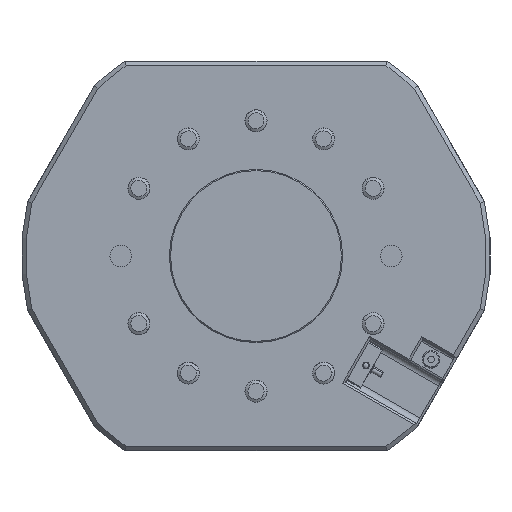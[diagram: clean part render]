
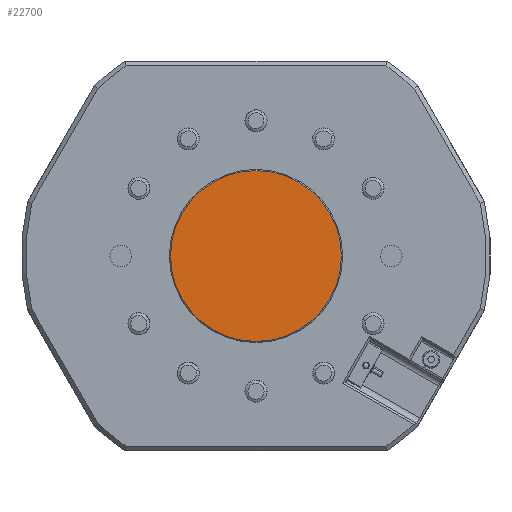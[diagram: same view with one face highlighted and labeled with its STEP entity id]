
A CAD part, front view. The second image highlights one B-rep face of the part: STEP entity #22700.
In plain terms, the highlighted planar face has unit normal (0, -1, 0).
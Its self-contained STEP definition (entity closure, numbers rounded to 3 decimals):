
#52 = CARTESIAN_POINT ( 'NONE',  ( 0., -3.8, 0. ) ) ;
#2255 = VERTEX_POINT ( 'NONE', #33431 ) ;
#4179 = EDGE_CURVE ( 'NONE', #15469, #2255, #23891, .T. ) ;
#4324 = CARTESIAN_POINT ( 'NONE',  ( 0., -3.8, 0. ) ) ;
#7250 = FACE_OUTER_BOUND ( 'NONE', #23379, .T. ) ;
#13704 = CARTESIAN_POINT ( 'NONE',  ( 0., -3.8, 0. ) ) ;
#15469 = VERTEX_POINT ( 'NONE', #26048 ) ;
#19313 = DIRECTION ( 'NONE',  ( 0., 0., -1. ) ) ;
#21486 = AXIS2_PLACEMENT_3D ( 'NONE', #13704, #51195, #19313 ) ;
#22700 = ADVANCED_FACE ( 'NONE', ( #7250 ), #26319, .T. ) ;
#23379 = EDGE_LOOP ( 'NONE', ( #46499, #38389 ) ) ;
#23891 = CIRCLE ( 'NONE', #39696, 39.5 ) ;
#26048 = CARTESIAN_POINT ( 'NONE',  ( 0., -3.8, 39.5 ) ) ;
#26319 = PLANE ( 'NONE',  #65979 ) ;
#31729 = DIRECTION ( 'NONE',  ( 0., -1., 0. ) ) ;
#33431 = CARTESIAN_POINT ( 'NONE',  ( 0., -3.8, -39.5 ) ) ;
#38389 = ORIENTED_EDGE ( 'NONE', *, *, #63630, .T. ) ;
#39696 = AXIS2_PLACEMENT_3D ( 'NONE', #52, #53870, #43753 ) ;
#43753 = DIRECTION ( 'NONE',  ( 0., 0., -1. ) ) ;
#46499 = ORIENTED_EDGE ( 'NONE', *, *, #4179, .T. ) ;
#51195 = DIRECTION ( 'NONE',  ( 0., -1., 0. ) ) ;
#53870 = DIRECTION ( 'NONE',  ( 0., -1., 0. ) ) ;
#60044 = CIRCLE ( 'NONE', #21486, 39.5 ) ;
#63630 = EDGE_CURVE ( 'NONE', #2255, #15469, #60044, .T. ) ;
#63667 = DIRECTION ( 'NONE',  ( 0., 0., -1. ) ) ;
#65979 = AXIS2_PLACEMENT_3D ( 'NONE', #4324, #31729, #63667 ) ;
